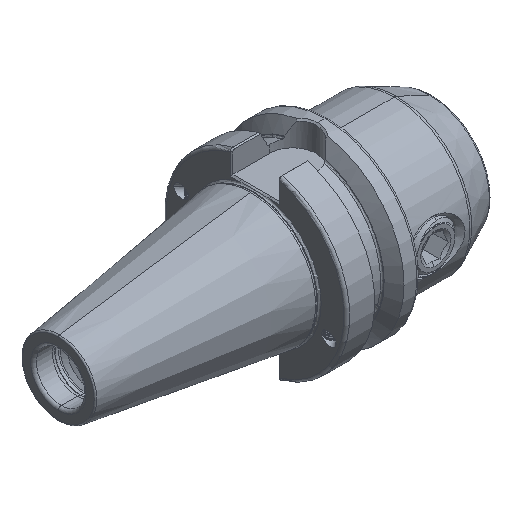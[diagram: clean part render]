
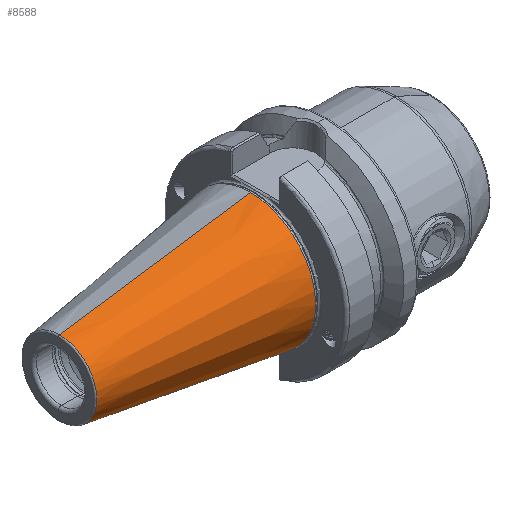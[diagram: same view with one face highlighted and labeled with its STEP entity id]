
A CAD part, isometric view. The second image highlights one B-rep face of the part: STEP entity #8588.
In plain terms, the highlighted conical face has half-angle 8.297 degrees and reference radius 22.298 mm.
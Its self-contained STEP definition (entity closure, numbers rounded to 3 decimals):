
#19 = CIRCLE ( 'NONE', #15342, 12.75 ) ;
#101 = CIRCLE ( 'NONE', #15340, 22.298 ) ;
#1362 = VECTOR ( 'NONE', #3674, 1000. ) ;
#1388 = LINE ( 'NONE', #3614, #1362 ) ;
#1429 = CONICAL_SURFACE ( 'NONE', #15633, 22.298, 0.145 ) ;
#1484 = FACE_OUTER_BOUND ( 'NONE', #15803, .T. ) ;
#2336 = LINE ( 'NONE', #4432, #2341 ) ;
#2341 = VECTOR ( 'NONE', #4510, 1000. ) ;
#2705 = DIRECTION ( 'NONE',  ( 1., 0., 0. ) ) ;
#2727 = DIRECTION ( 'NONE',  ( 0., 0., -1. ) ) ;
#2731 = CARTESIAN_POINT ( 'NONE',  ( -66.972, 0., 0. ) ) ;
#3614 = CARTESIAN_POINT ( 'NONE',  ( -1.5, 0., 22.298 ) ) ;
#3674 = DIRECTION ( 'NONE',  ( 0.99, 0., 0.144 ) ) ;
#4432 = CARTESIAN_POINT ( 'NONE',  ( -1.5, 0., -22.298 ) ) ;
#4510 = DIRECTION ( 'NONE',  ( 0.99, 0., -0.144 ) ) ;
#5730 = EDGE_CURVE ( 'NONE', #16026, #16038, #2336, .T. ) ;
#5758 = EDGE_CURVE ( 'NONE', #15995, #16002, #1388, .T. ) ;
#6697 = CARTESIAN_POINT ( 'NONE',  ( -66.972, 0., -12.75 ) ) ;
#6706 = CARTESIAN_POINT ( 'NONE',  ( -1.5, 0., -22.298 ) ) ;
#6708 = CARTESIAN_POINT ( 'NONE',  ( -66.972, 0., 12.75 ) ) ;
#6741 = CARTESIAN_POINT ( 'NONE',  ( -1.5, 0., 22.298 ) ) ;
#6999 = CARTESIAN_POINT ( 'NONE',  ( -1.5, 0., 0. ) ) ;
#7001 = DIRECTION ( 'NONE',  ( 1., 0., 0. ) ) ;
#7018 = DIRECTION ( 'NONE',  ( 0., 0., -1. ) ) ;
#8588 = ADVANCED_FACE ( 'NONE', ( #1484 ), #1429, .T. ) ;
#11250 = CARTESIAN_POINT ( 'NONE',  ( -1.5, 0., 0. ) ) ;
#11260 = DIRECTION ( 'NONE',  ( 0., 0., -1. ) ) ;
#11262 = DIRECTION ( 'NONE',  ( 1., 0., 0. ) ) ;
#12126 = ORIENTED_EDGE ( 'NONE', *, *, #12577, .F. ) ;
#12144 = ORIENTED_EDGE ( 'NONE', *, *, #5730, .T. ) ;
#12175 = ORIENTED_EDGE ( 'NONE', *, *, #5758, .F. ) ;
#12226 = ORIENTED_EDGE ( 'NONE', *, *, #12531, .T. ) ;
#12531 = EDGE_CURVE ( 'NONE', #15995, #16026, #19, .T. ) ;
#12577 = EDGE_CURVE ( 'NONE', #16002, #16038, #101, .T. ) ;
#15340 = AXIS2_PLACEMENT_3D ( 'NONE', #6999, #7001, #7018 ) ;
#15342 = AXIS2_PLACEMENT_3D ( 'NONE', #2731, #2705, #2727 ) ;
#15633 = AXIS2_PLACEMENT_3D ( 'NONE', #11250, #11262, #11260 ) ;
#15803 = EDGE_LOOP ( 'NONE', ( #12175, #12226, #12144, #12126 ) ) ;
#15995 = VERTEX_POINT ( 'NONE', #6708 ) ;
#16002 = VERTEX_POINT ( 'NONE', #6741 ) ;
#16026 = VERTEX_POINT ( 'NONE', #6697 ) ;
#16038 = VERTEX_POINT ( 'NONE', #6706 ) ;
